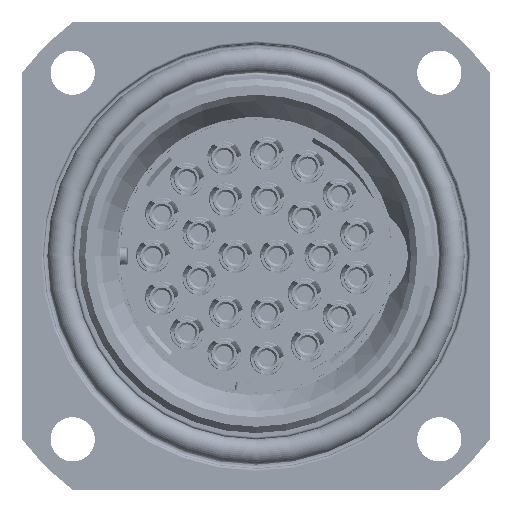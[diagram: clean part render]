
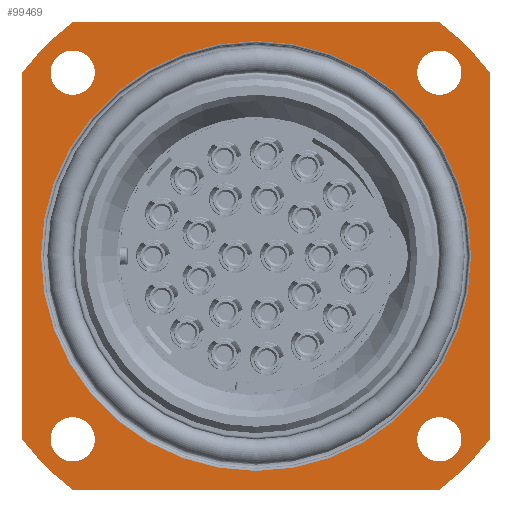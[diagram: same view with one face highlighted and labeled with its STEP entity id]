
A CAD part, left-side view. The second image highlights one B-rep face of the part: STEP entity #99469.
In plain terms, the highlighted planar face has unit normal (-1, 0, 0).
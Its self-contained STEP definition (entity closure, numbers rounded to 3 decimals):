
#606=CARTESIAN_POINT('',(-2.5,0.,0.));
#607=DIRECTION('',(1.,0.,0.));
#608=DIRECTION('',(0.,1.,0.));
#609=AXIS2_PLACEMENT_3D('',#606,#607,#608);
#621=DIRECTION('',(0.,0.,-1.));
#622=VECTOR('',#621,28.983);
#623=CARTESIAN_POINT('',(-2.5,18.5,14.491));
#624=LINE('5545',#623,#622);
#625=CARTESIAN_POINT('',(-2.5,0.,0.));
#626=DIRECTION('',(1.,0.,0.));
#627=DIRECTION('',(0.,0.787,0.617));
#628=AXIS2_PLACEMENT_3D('',#625,#626,#627);
#630=DIRECTION('',(0.,1.,0.));
#631=VECTOR('',#630,28.983);
#632=CARTESIAN_POINT('',(-2.5,-14.491,18.5));
#633=LINE('5548',#632,#631);
#634=CARTESIAN_POINT('',(-2.5,0.,0.));
#635=DIRECTION('',(1.,0.,0.));
#636=DIRECTION('',(0.,-0.617,0.787));
#637=AXIS2_PLACEMENT_3D('',#634,#635,#636);
#639=DIRECTION('',(0.,0.,1.));
#640=VECTOR('',#639,28.983);
#641=CARTESIAN_POINT('',(-2.5,-18.5,-14.491));
#642=LINE('5547',#641,#640);
#643=CARTESIAN_POINT('',(-2.5,0.,0.));
#644=DIRECTION('',(-1.,0.,0.));
#645=DIRECTION('',(0.,-0.617,-0.787));
#646=AXIS2_PLACEMENT_3D('',#643,#644,#645);
#648=DIRECTION('',(0.,-1.,0.));
#649=VECTOR('',#648,28.983);
#650=CARTESIAN_POINT('',(-2.5,14.491,-18.5));
#651=LINE('5546',#650,#649);
#652=CARTESIAN_POINT('',(-2.5,0.,0.));
#653=DIRECTION('',(-1.,0.,0.));
#654=DIRECTION('',(0.,0.787,-0.617));
#655=AXIS2_PLACEMENT_3D('',#652,#653,#654);
#657=CARTESIAN_POINT('',(-2.5,14.496,-14.496));
#658=DIRECTION('',(-1.,0.,0.));
#659=DIRECTION('',(0.,-1.,0.));
#660=AXIS2_PLACEMENT_3D('',#657,#658,#659);
#662=CARTESIAN_POINT('',(-2.5,14.496,-14.496));
#663=DIRECTION('',(-1.,0.,0.));
#664=DIRECTION('',(0.,1.,0.));
#665=AXIS2_PLACEMENT_3D('',#662,#663,#664);
#667=CARTESIAN_POINT('',(-2.5,14.496,14.496));
#668=DIRECTION('',(-1.,0.,0.));
#669=DIRECTION('',(0.,-1.,0.));
#670=AXIS2_PLACEMENT_3D('',#667,#668,#669);
#672=CARTESIAN_POINT('',(-2.5,14.496,14.496));
#673=DIRECTION('',(-1.,0.,0.));
#674=DIRECTION('',(0.,1.,0.));
#675=AXIS2_PLACEMENT_3D('',#672,#673,#674);
#677=CARTESIAN_POINT('',(-2.5,-14.496,14.496));
#678=DIRECTION('',(-1.,0.,0.));
#679=DIRECTION('',(0.,-1.,0.));
#680=AXIS2_PLACEMENT_3D('',#677,#678,#679);
#682=CARTESIAN_POINT('',(-2.5,-14.496,14.496));
#683=DIRECTION('',(-1.,0.,0.));
#684=DIRECTION('',(0.,1.,0.));
#685=AXIS2_PLACEMENT_3D('',#682,#683,#684);
#687=CARTESIAN_POINT('',(-2.5,-14.496,-14.496));
#688=DIRECTION('',(-1.,0.,0.));
#689=DIRECTION('',(0.,-1.,0.));
#690=AXIS2_PLACEMENT_3D('',#687,#688,#689);
#692=CARTESIAN_POINT('',(-2.5,-14.496,-14.496));
#693=DIRECTION('',(-1.,0.,0.));
#694=DIRECTION('',(0.,1.,0.));
#695=AXIS2_PLACEMENT_3D('',#692,#693,#694);
#35786=CARTESIAN_POINT('',(-2.5,0.,0.));
#35787=DIRECTION('',(1.,0.,0.));
#35788=DIRECTION('',(0.,-1.,0.));
#35789=AXIS2_PLACEMENT_3D('',#35786,#35787,#35788);
#83000=CARTESIAN_POINT('',(-2.5,18.5,14.491));
#83001=VERTEX_POINT('',#83000);
#83002=CARTESIAN_POINT('',(-2.5,-18.5,14.491));
#83003=VERTEX_POINT('',#83002);
#83004=CARTESIAN_POINT('',(-2.5,14.491,18.5));
#83005=VERTEX_POINT('',#83004);
#83006=CARTESIAN_POINT('',(-2.5,-14.491,18.5));
#83007=VERTEX_POINT('',#83006);
#83008=CARTESIAN_POINT('',(-2.5,18.5,-14.491));
#83009=VERTEX_POINT('',#83008);
#83010=CARTESIAN_POINT('',(-2.5,14.491,-18.5));
#83011=CARTESIAN_POINT('',(-2.5,-14.491,-18.5));
#83012=VERTEX_POINT('',#83010);
#83013=VERTEX_POINT('',#83011);
#83014=CARTESIAN_POINT('',(-2.5,-18.5,-14.491));
#83015=VERTEX_POINT('',#83014);
#83020=CARTESIAN_POINT('',(-2.5,12.746,-14.496));
#83021=CARTESIAN_POINT('',(-2.5,16.246,-14.496));
#83022=VERTEX_POINT('',#83020);
#83023=VERTEX_POINT('',#83021);
#83028=CARTESIAN_POINT('',(-2.5,12.746,14.496));
#83029=CARTESIAN_POINT('',(-2.5,16.246,14.496));
#83030=VERTEX_POINT('',#83028);
#83031=VERTEX_POINT('',#83029);
#83036=CARTESIAN_POINT('',(-2.5,-16.246,14.496));
#83037=CARTESIAN_POINT('',(-2.5,-12.746,14.496));
#83038=VERTEX_POINT('',#83036);
#83039=VERTEX_POINT('',#83037);
#83044=CARTESIAN_POINT('',(-2.5,-16.246,-14.496));
#83045=CARTESIAN_POINT('',(-2.5,-12.746,-14.496));
#83046=VERTEX_POINT('',#83044);
#83047=VERTEX_POINT('',#83045);
#83064=CARTESIAN_POINT('',(-2.5,17.,0.));
#83065=CARTESIAN_POINT('',(-2.5,-17.,0.));
#83066=VERTEX_POINT('',#83064);
#83067=VERTEX_POINT('',#83065);
#99417=CARTESIAN_POINT('',(-2.5,0.,0.));
#99418=DIRECTION('',(1.,0.,0.));
#99419=DIRECTION('',(0.,-1.,0.));
#99420=AXIS2_PLACEMENT_3D('',#99417,#99418,#99419);
#99421=PLANE('324',#99420);
#99423=ORIENTED_EDGE('5545',*,*,#99422,.F.);
#99425=ORIENTED_EDGE('5555',*,*,#99424,.T.);
#99427=ORIENTED_EDGE('5548',*,*,#99426,.F.);
#99429=ORIENTED_EDGE('5556',*,*,#99428,.T.);
#99431=ORIENTED_EDGE('5547',*,*,#99430,.F.);
#99433=ORIENTED_EDGE('5560',*,*,#99432,.F.);
#99435=ORIENTED_EDGE('5546',*,*,#99434,.F.);
#99437=ORIENTED_EDGE('5559',*,*,#99436,.F.);
#99438=EDGE_LOOP('324',(#99423,#99425,#99427,#99429,#99431,#99433,#99435,
#99437));
#99439=FACE_OUTER_BOUND('324',#99438,.F.);
#99441=ORIENTED_EDGE('5563',*,*,#99440,.T.);
#99443=ORIENTED_EDGE('5564',*,*,#99442,.T.);
#99444=EDGE_LOOP('324',(#99441,#99443));
#99445=FACE_BOUND('324',#99444,.F.);
#99447=ORIENTED_EDGE('5569',*,*,#99446,.T.);
#99449=ORIENTED_EDGE('5570',*,*,#99448,.T.);
#99450=EDGE_LOOP('324',(#99447,#99449));
#99451=FACE_BOUND('324',#99450,.F.);
#99453=ORIENTED_EDGE('5575',*,*,#99452,.T.);
#99455=ORIENTED_EDGE('5576',*,*,#99454,.T.);
#99456=EDGE_LOOP('324',(#99453,#99455));
#99457=FACE_BOUND('324',#99456,.F.);
#99459=ORIENTED_EDGE('5581',*,*,#99458,.T.);
#99461=ORIENTED_EDGE('5582',*,*,#99460,.T.);
#99462=EDGE_LOOP('324',(#99459,#99461));
#99463=FACE_BOUND('324',#99462,.F.);
#99464=ORIENTED_EDGE('5601',*,*,#99400,.F.);
#99466=ORIENTED_EDGE('5603',*,*,#99465,.F.);
#99467=EDGE_LOOP('324',(#99464,#99466));
#99468=FACE_BOUND('324',#99467,.F.);
#610=CIRCLE('5601',#609,17.);
#629=CIRCLE('5555',#628,23.5);
#638=CIRCLE('5556',#637,23.5);
#647=CIRCLE('5560',#646,23.5);
#656=CIRCLE('5559',#655,23.5);
#661=CIRCLE('5563',#660,1.75);
#666=CIRCLE('5564',#665,1.75);
#671=CIRCLE('5569',#670,1.75);
#676=CIRCLE('5570',#675,1.75);
#681=CIRCLE('5575',#680,1.75);
#686=CIRCLE('5576',#685,1.75);
#691=CIRCLE('5581',#690,1.75);
#696=CIRCLE('5582',#695,1.75);
#35790=CIRCLE('5603',#35789,17.);
#99400=EDGE_CURVE('5601',#83066,#83067,#610,.T.);
#99422=EDGE_CURVE('5545',#83001,#83009,#624,.T.);
#99424=EDGE_CURVE('5555',#83001,#83005,#629,.T.);
#99426=EDGE_CURVE('5548',#83007,#83005,#633,.T.);
#99428=EDGE_CURVE('5556',#83007,#83003,#638,.T.);
#99430=EDGE_CURVE('5547',#83015,#83003,#642,.T.);
#99432=EDGE_CURVE('5560',#83013,#83015,#647,.T.);
#99434=EDGE_CURVE('5546',#83012,#83013,#651,.T.);
#99436=EDGE_CURVE('5559',#83009,#83012,#656,.T.);
#99440=EDGE_CURVE('5563',#83022,#83023,#661,.T.);
#99442=EDGE_CURVE('5564',#83023,#83022,#666,.T.);
#99446=EDGE_CURVE('5569',#83030,#83031,#671,.T.);
#99448=EDGE_CURVE('5570',#83031,#83030,#676,.T.);
#99452=EDGE_CURVE('5575',#83038,#83039,#681,.T.);
#99454=EDGE_CURVE('5576',#83039,#83038,#686,.T.);
#99458=EDGE_CURVE('5581',#83046,#83047,#691,.T.);
#99460=EDGE_CURVE('5582',#83047,#83046,#696,.T.);
#99465=EDGE_CURVE('5603',#83067,#83066,#35790,.T.);
#99469=ADVANCED_FACE('324',(#99439,#99445,#99451,#99457,#99463,#99468),#99421,
.F.);
